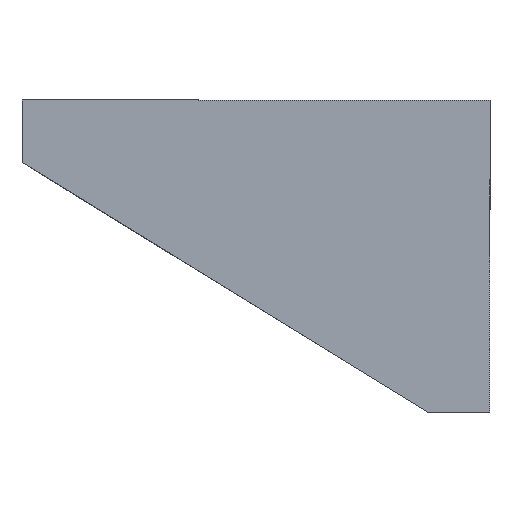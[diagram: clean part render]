
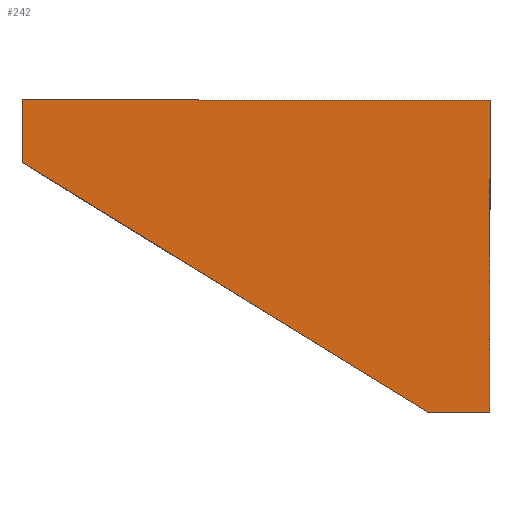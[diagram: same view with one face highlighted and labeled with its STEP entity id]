
A CAD part, left-side view. The second image highlights one B-rep face of the part: STEP entity #242.
In plain terms, the highlighted planar face has unit normal (-1, 0, 0).
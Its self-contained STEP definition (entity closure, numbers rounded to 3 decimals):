
#25=PLANE('',#286);
#42=FACE_OUTER_BOUND('',#58,.T.);
#58=EDGE_LOOP('',(#224,#225,#226,#227,#228));
#64=LINE('',#397,#84);
#68=LINE('',#405,#88);
#71=LINE('',#411,#91);
#74=LINE('',#417,#94);
#77=LINE('',#422,#97);
#84=VECTOR('',#330,10.);
#88=VECTOR('',#336,10.);
#91=VECTOR('',#341,10.);
#94=VECTOR('',#346,10.);
#97=VECTOR('',#351,10.);
#123=VERTEX_POINT('',#395);
#124=VERTEX_POINT('',#396);
#127=VERTEX_POINT('',#404);
#129=VERTEX_POINT('',#410);
#131=VERTEX_POINT('',#416);
#150=EDGE_CURVE('',#123,#124,#64,.T.);
#154=EDGE_CURVE('',#127,#123,#68,.T.);
#157=EDGE_CURVE('',#129,#127,#71,.T.);
#160=EDGE_CURVE('',#131,#129,#74,.T.);
#163=EDGE_CURVE('',#124,#131,#77,.T.);
#224=ORIENTED_EDGE('',*,*,#163,.F.);
#225=ORIENTED_EDGE('',*,*,#150,.F.);
#226=ORIENTED_EDGE('',*,*,#154,.F.);
#227=ORIENTED_EDGE('',*,*,#157,.F.);
#228=ORIENTED_EDGE('',*,*,#160,.F.);
#242=ADVANCED_FACE('',(#42),#25,.F.);
#286=AXIS2_PLACEMENT_3D('',#425,#355,#356);
#330=DIRECTION('',(0.,0.,1.));
#336=DIRECTION('',(0.,0.852,0.524));
#341=DIRECTION('',(0.,1.,0.));
#346=DIRECTION('',(0.,0.,-1.));
#351=DIRECTION('',(0.,-1.,0.));
#355=DIRECTION('center_axis',(1.,0.,0.));
#356=DIRECTION('ref_axis',(0.,0.,-1.));
#395=CARTESIAN_POINT('',(0.,30.,-4.));
#396=CARTESIAN_POINT('',(0.,30.,0.));
#397=CARTESIAN_POINT('',(0.,30.,-4.));
#404=CARTESIAN_POINT('',(0.,4.,-20.));
#405=CARTESIAN_POINT('',(0.,4.,-20.));
#410=CARTESIAN_POINT('',(0.,0.,-20.));
#411=CARTESIAN_POINT('',(0.,0.,-20.));
#416=CARTESIAN_POINT('',(0.,0.,0.));
#417=CARTESIAN_POINT('',(0.,0.,0.));
#422=CARTESIAN_POINT('',(0.,30.,0.));
#425=CARTESIAN_POINT('Origin',(0.,15.,-10.));
